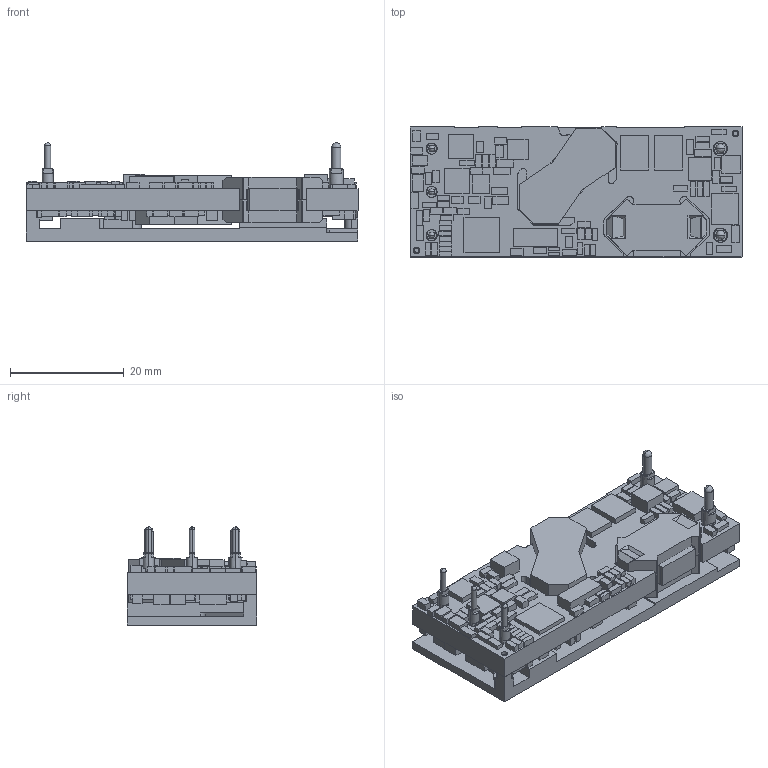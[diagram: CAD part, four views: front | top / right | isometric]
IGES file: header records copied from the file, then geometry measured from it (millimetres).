
Start section: SolidWorks IGES file using analytic representation for surfaces
Global section: file name: mps-dcdc-rbe-12-20-bp-a.IGS; native system: SolidWorks 2012; preprocessor: SolidWorks 2012; author: jxiao; date: 141215.131620; units: millimetre
Bounding box: 58.42 x 22.86 x 17.28 mm (x, y, z)
Surface area: 12210.7 mm2 (no closed solid volume)
Topology: 0 solids, 0 shells, 1445 faces, 8559 edges, 8551 vertices
Faces by surface type: bspline 1156, revolution 289
